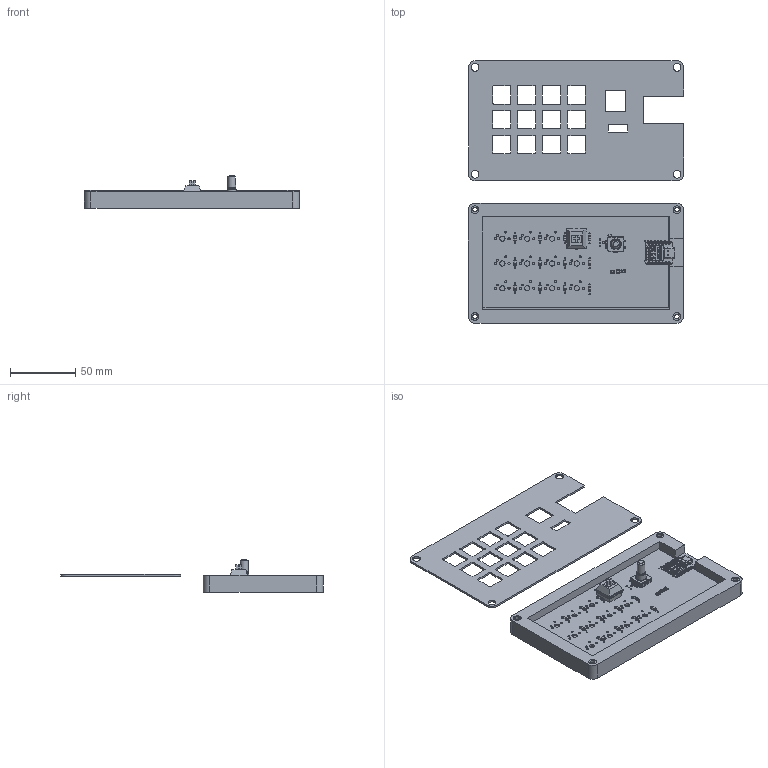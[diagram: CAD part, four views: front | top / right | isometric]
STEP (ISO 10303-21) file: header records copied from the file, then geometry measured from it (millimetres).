
FILE_DESCRIPTION(/* description */ (''),/* implementation_level */ '2;1');
FILE_NAME(/* name */ 'Assembly Macropad - 1.step',/* time_stamp */ '2026-02-04T13:44:01+05:30',/* author */ (''),/* organization */ (''),/* preprocessor_version */ 'ST-DEVELOPER v20.1',/* originating_system */ 'Autodesk Translation Framework v14.24.0.0',/* authorisation */ '');
FILE_SCHEMA (('AUTOMOTIVE_DESIGN { 1 0 10303 214 3 1 1 }'));
Products named in the file (111): Bottom Base (Assembly); PCB CAD; PCB_PCB; D_DO-35_SOD27_P7.62mm_Horizontal; rotary encoder; EC11-Shaft-F; EC11-Housing-THT; EC11-Housing-THT (1); EC11-Housing-THT (2); EC11-Housing-THT (3); EC11-Housing-THT (6); EC11-Housing-THT (4); EC11-Housing-THT (5); EC11-Base; Seeed Studio XIAO RP2040 v26 (36); Seeed Studio XIAO RP2040 v26; Seeed Studio XIAO RP2040 v26 (2); Seeed Studio XIAO RP2040 v26 (3); Seeed Studio XIAO RP2040 v26 (1); Seeed Studio XIAO RP2040 v26 (5); Seeed Studio XIAO RP2040 v26 (10); Seeed Studio XIAO RP2040 v26 (12); Seeed Studio XIAO RP2040 v26 (15); Seeed Studio XIAO RP2040 v26 (11); Seeed Studio XIAO RP2040 v26 (13); Seeed Studio XIAO RP2040 v26 (4); Seeed Studio XIAO RP2040 v26 (6); Seeed Studio XIAO RP2040 v26 (17); Seeed Studio XIAO RP2040 v26 (7); Seeed Studio XIAO RP2040 v26 (25); Seeed Studio XIAO RP2040 v26 (8); Seeed Studio XIAO RP2040 v26 (22); Seeed Studio XIAO RP2040 v26 (20); Seeed Studio XIAO RP2040 v26 (26); Seeed Studio XIAO RP2040 v26 (14); Seeed Studio XIAO RP2040 v26 (23); Seeed Studio XIAO RP2040 v26 (27); Seeed Studio XIAO RP2040 v26 (30); Seeed Studio XIAO RP2040 v26 (16); Seeed Studio XIAO RP2040 v26 (19) ...
Assembly tree (131 placements, depth 5):
  Bottom Base (Assembly)
    PCB CAD
      D_DO-35_SOD27_P7.62mm_Horizontal  x12
      PCB_PCB
    rotary encoder
      EC11-Shaft-F
      EC11-Housing-THT
      EC11-Housing-THT (1)
      EC11-Housing-THT (2)
      EC11-Housing-THT (3)
      EC11-Housing-THT (6)
      EC11-Housing-THT (4)
      EC11-Housing-THT (5)
      EC11-Base
    Seeed Studio XIAO RP2040 v26 (36)
      Seeed Studio XIAO RP2040 v26
      Seeed Studio XIAO RP2040 v26 (2)
      Seeed Studio XIAO RP2040 v26 (3)
      Seeed Studio XIAO RP2040 v26 (1)
      Seeed Studio XIAO RP2040 v26 (5)
      Seeed Studio XIAO RP2040 v26 (10)
      Seeed Studio XIAO RP2040 v26 (12)
      Seeed Studio XIAO RP2040 v26 (15)
      Seeed Studio XIAO RP2040 v26 (11)
      Seeed Studio XIAO RP2040 v26 (13)
      Seeed Studio XIAO RP2040 v26 (4)
      Seeed Studio XIAO RP2040 v26 (6)
      Seeed Studio XIAO RP2040 v26 (17)
      Seeed Studio XIAO RP2040 v26 (7)
      Seeed Studio XIAO RP2040 v26 (25)
      Seeed Studio XIAO RP2040 v26 (8)
      Seeed Studio XIAO RP2040 v26 (22)
      Seeed Studio XIAO RP2040 v26 (20)
      Seeed Studio XIAO RP2040 v26 (26)
      Seeed Studio XIAO RP2040 v26 (14)
      Seeed Studio XIAO RP2040 v26 (23)
      Seeed Studio XIAO RP2040 v26 (27)
      Seeed Studio XIAO RP2040 v26 (30)
      Seeed Studio XIAO RP2040 v26 (16)
      Seeed Studio XIAO RP2040 v26 (19)
      Seeed Studio XIAO RP2040 v26 (34)
      Seeed Studio XIAO RP2040 v26 (9)
      Seeed Studio XIAO RP2040 v26 (31)
      Seeed Studio XIAO RP2040 v26 (29)
      Seeed Studio XIAO RP2040 v26 (18)
      Seeed Studio XIAO RP2040 v26 (28)
      Seeed Studio XIAO RP2040 v26 (21)
      Seeed Studio XIAO RP2040 v26 (24)
      Seeed Studio XIAO RP2040 v26 (33)
      Seeed Studio XIAO RP2040 v26 (32)
      Seeed Studio XIAO RP2040 v26 (35)
      main <1>
        type-c v2 (1)
        smd_button v3(Mirror)
        main (15)
        main (2)
        main (1)
        main (3)
        type-c v2 (4)
        type-c v2 (5)
Bounding box: 165.05 x 201.26 x 25.15 mm (x, y, z)
Volume: 129515 mm3; surface area: 95686.7 mm2
Topology: 141 solids, 141 shells, 2402 faces, 6018 edges, 3933 vertices
Faces by surface type: plane 1507, cylinder 660, bspline 136, torus 64, sphere 24, cone 11
Full cylindrical faces by diameter (mm): 0.4 x4, 0.5 x38, 0.8 x38, 0.889 x14, 1 x5, 1.5 x26, 1.6 x2, 1.7 x24, 2 x28, 2.02 x12, 2.1 x1, 3 x2, 3.4 x8, 3.85 x1, 4 x12, 6 x15, 7 x1
Entity records: 70422 total; most frequent: CARTESIAN_POINT 14927, ORIENTED_EDGE 10742, DIRECTION 10734, EDGE_CURVE 5371, LINE 3910, VECTOR 3910, VERTEX_POINT 3519, AXIS2_PLACEMENT_3D 3412
